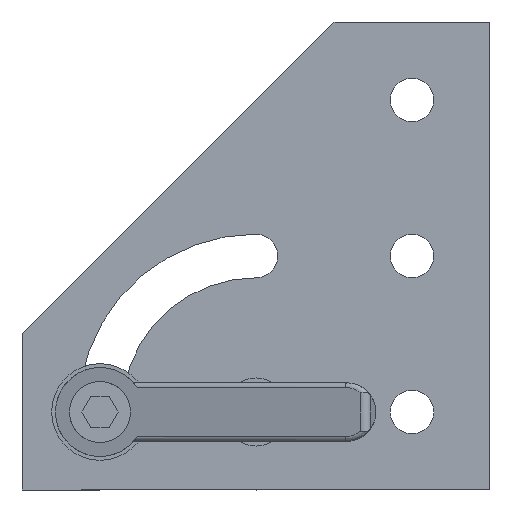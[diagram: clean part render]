
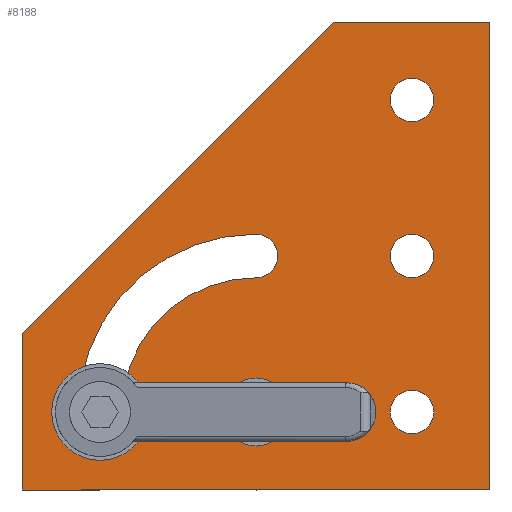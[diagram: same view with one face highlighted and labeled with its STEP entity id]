
A CAD part, left-side view. The second image highlights one B-rep face of the part: STEP entity #8188.
In plain terms, the highlighted planar face has unit normal (-1, 0, 0).
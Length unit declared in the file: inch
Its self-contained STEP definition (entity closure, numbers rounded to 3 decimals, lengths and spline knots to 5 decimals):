
#7565=CARTESIAN_POINT('',(-1.688,-0.86,0.5));
#7566=VERTEX_POINT('',#7565);
#7575=CARTESIAN_POINT('',(-1.688,-1.14,0.5));
#7576=VERTEX_POINT('',#7575);
#7577=CARTESIAN_POINT('',(-1.688,-1.,0.5));
#7578=DIRECTION('',(1.0,0.0,0.0));
#7579=DIRECTION('',(0.0,1.0,0.0));
#7580=AXIS2_PLACEMENT_3D('',#7577,#7578,#7579);
#7581=CIRCLE('',#7580,0.14);
#7582=EDGE_CURVE('',#7576,#7566,#7581,.T.);
#7607=CARTESIAN_POINT('',(-1.688,-0.86,1.5));
#7608=VERTEX_POINT('',#7607);
#7617=CARTESIAN_POINT('',(-1.688,-1.14,1.5));
#7618=VERTEX_POINT('',#7617);
#7619=CARTESIAN_POINT('',(-1.688,-1.,1.5));
#7620=DIRECTION('',(1.0,0.0,0.0));
#7621=DIRECTION('',(0.0,1.0,0.0));
#7622=AXIS2_PLACEMENT_3D('',#7619,#7620,#7621);
#7623=CIRCLE('',#7622,0.14);
#7624=EDGE_CURVE('',#7618,#7608,#7623,.T.);
#7649=CARTESIAN_POINT('',(-1.688,-0.86,2.5));
#7650=VERTEX_POINT('',#7649);
#7659=CARTESIAN_POINT('',(-1.688,-1.14,2.5));
#7660=VERTEX_POINT('',#7659);
#7661=CARTESIAN_POINT('',(-1.688,-1.,2.5));
#7662=DIRECTION('',(1.0,0.0,0.0));
#7663=DIRECTION('',(0.0,1.0,0.0));
#7664=AXIS2_PLACEMENT_3D('',#7661,#7662,#7663);
#7665=CIRCLE('',#7664,0.14);
#7666=EDGE_CURVE('',#7660,#7650,#7665,.T.);
#7691=CARTESIAN_POINT('',(-1.688,0.218,0.5));
#7692=VERTEX_POINT('',#7691);
#7701=CARTESIAN_POINT('',(-1.688,-0.218,0.5));
#7702=VERTEX_POINT('',#7701);
#7703=CARTESIAN_POINT('',(-1.688,0.,0.5));
#7704=DIRECTION('',(1.0,0.0,0.0));
#7705=DIRECTION('',(0.0,1.0,0.0));
#7706=AXIS2_PLACEMENT_3D('',#7703,#7704,#7705);
#7707=CIRCLE('',#7706,0.218);
#7708=EDGE_CURVE('',#7702,#7692,#7707,.T.);
#7742=CARTESIAN_POINT('',(-1.688,0.,0.5));
#7743=DIRECTION('',(1.0,0.0,0.0));
#7744=DIRECTION('',(0.0,1.0,0.0));
#7745=AXIS2_PLACEMENT_3D('',#7742,#7743,#7744);
#7746=CIRCLE('',#7745,0.218);
#7747=EDGE_CURVE('',#7692,#7702,#7746,.T.);
#7768=CARTESIAN_POINT('',(-1.688,0.86,0.5));
#7769=VERTEX_POINT('',#7768);
#7776=CARTESIAN_POINT('',(-1.688,0.,1.36));
#7777=VERTEX_POINT('',#7776);
#7778=CARTESIAN_POINT('',(-1.688,0.,0.5));
#7779=DIRECTION('',(-1.0,0.,0.));
#7780=DIRECTION('',(0.,0.707,0.707));
#7781=AXIS2_PLACEMENT_3D('',#7778,#7779,#7780);
#7782=CIRCLE('',#7781,0.86);
#7783=EDGE_CURVE('',#7777,#7769,#7782,.T.);
#7809=CARTESIAN_POINT('',(-1.688,0.,1.64));
#7810=VERTEX_POINT('',#7809);
#7811=CARTESIAN_POINT('',(-1.688,0.,1.5));
#7812=DIRECTION('',(1.0,0.0,0.0));
#7813=DIRECTION('',(0.0,-1.0,0.0));
#7814=AXIS2_PLACEMENT_3D('',#7811,#7812,#7813);
#7815=CIRCLE('',#7814,0.14);
#7816=EDGE_CURVE('',#7810,#7777,#7815,.T.);
#7842=CARTESIAN_POINT('',(-1.688,1.14,0.5));
#7843=VERTEX_POINT('',#7842);
#7844=CARTESIAN_POINT('',(-1.688,0.,0.5));
#7845=DIRECTION('',(1.0,0.,0.));
#7846=DIRECTION('',(0.,0.707,0.707));
#7847=AXIS2_PLACEMENT_3D('',#7844,#7845,#7846);
#7848=CIRCLE('',#7847,1.14);
#7849=EDGE_CURVE('',#7843,#7810,#7848,.T.);
#7873=CARTESIAN_POINT('',(-1.688,1.,0.5));
#7874=DIRECTION('',(1.0,0.0,0.0));
#7875=DIRECTION('',(0.0,0.0,-1.0));
#7876=AXIS2_PLACEMENT_3D('',#7873,#7874,#7875);
#7877=CIRCLE('',#7876,0.14);
#7878=EDGE_CURVE('',#7769,#7843,#7877,.T.);
#7898=CARTESIAN_POINT('',(-1.688,-1.,2.5));
#7899=DIRECTION('',(1.0,0.0,0.0));
#7900=DIRECTION('',(0.0,1.0,0.0));
#7901=AXIS2_PLACEMENT_3D('',#7898,#7899,#7900);
#7902=CIRCLE('',#7901,0.14);
#7903=EDGE_CURVE('',#7650,#7660,#7902,.T.);
#7922=CARTESIAN_POINT('',(-1.688,-1.,1.5));
#7923=DIRECTION('',(1.0,0.0,0.0));
#7924=DIRECTION('',(0.0,1.0,0.0));
#7925=AXIS2_PLACEMENT_3D('',#7922,#7923,#7924);
#7926=CIRCLE('',#7925,0.14);
#7927=EDGE_CURVE('',#7608,#7618,#7926,.T.);
#7946=CARTESIAN_POINT('',(-1.688,-1.,0.5));
#7947=DIRECTION('',(1.0,0.0,0.0));
#7948=DIRECTION('',(0.0,1.0,0.0));
#7949=AXIS2_PLACEMENT_3D('',#7946,#7947,#7948);
#7950=CIRCLE('',#7949,0.14);
#7951=EDGE_CURVE('',#7566,#7576,#7950,.T.);
#7961=CARTESIAN_POINT('',(-1.688,1.5,1.));
#7962=VERTEX_POINT('',#7961);
#7963=CARTESIAN_POINT('',(-1.688,-0.5,3.));
#7964=VERTEX_POINT('',#7963);
#7965=CARTESIAN_POINT('',(-1.688,1.5,1.));
#7966=DIRECTION('',(0.,-0.707,0.707));
#7967=VECTOR('',#7966,2.82843);
#7968=LINE('',#7965,#7967);
#7969=EDGE_CURVE('',#7962,#7964,#7968,.T.);
#8010=CARTESIAN_POINT('',(-1.688,1.5,0.));
#8011=VERTEX_POINT('',#8010);
#8018=CARTESIAN_POINT('',(-1.688,1.5,1.));
#8019=DIRECTION('',(0.0,0.0,-1.0));
#8020=VECTOR('',#8019,1.0);
#8021=LINE('',#8018,#8020);
#8022=EDGE_CURVE('',#7962,#8011,#8021,.T.);
#8135=CARTESIAN_POINT('',(-1.688,1.5,3.));
#8136=DIRECTION('',(-1.0,0.0,0.0));
#8137=DIRECTION('',(0.0,0.0,1.0));
#8138=AXIS2_PLACEMENT_3D('',#8135,#8136,#8137);
#8139=PLANE('',#8138);
#8140=ORIENTED_EDGE('',*,*,#7969,.F.);
#8141=ORIENTED_EDGE('',*,*,#8022,.T.);
#8142=CARTESIAN_POINT('',(-1.688,-1.5,0.));
#8143=VERTEX_POINT('',#8142);
#8144=CARTESIAN_POINT('',(-1.688,1.5,0.));
#8145=DIRECTION('',(0.0,-1.0,0.0));
#8146=VECTOR('',#8145,3.);
#8147=LINE('',#8144,#8146);
#8148=EDGE_CURVE('',#8011,#8143,#8147,.T.);
#8149=ORIENTED_EDGE('',*,*,#8148,.T.);
#8150=CARTESIAN_POINT('',(-1.688,-1.5,3.));
#8151=VERTEX_POINT('',#8150);
#8152=CARTESIAN_POINT('',(-1.688,-1.5,3.));
#8153=DIRECTION('',(0.0,0.0,-1.0));
#8154=VECTOR('',#8153,3.0);
#8155=LINE('',#8152,#8154);
#8156=EDGE_CURVE('',#8151,#8143,#8155,.T.);
#8157=ORIENTED_EDGE('',*,*,#8156,.F.);
#8158=CARTESIAN_POINT('',(-1.688,-1.5,3.));
#8159=DIRECTION('',(0.0,1.0,0.0));
#8160=VECTOR('',#8159,1.);
#8161=LINE('',#8158,#8160);
#8162=EDGE_CURVE('',#8151,#7964,#8161,.T.);
#8163=ORIENTED_EDGE('',*,*,#8162,.T.);
#8164=EDGE_LOOP('',(#8140,#8141,#8149,#8157,#8163));
#8165=FACE_OUTER_BOUND('',#8164,.T.);
#8166=ORIENTED_EDGE('',*,*,#7747,.T.);
#8167=ORIENTED_EDGE('',*,*,#7708,.T.);
#8168=EDGE_LOOP('',(#8166,#8167));
#8169=FACE_BOUND('',#8168,.T.);
#8170=ORIENTED_EDGE('',*,*,#7783,.T.);
#8171=ORIENTED_EDGE('',*,*,#7878,.T.);
#8172=ORIENTED_EDGE('',*,*,#7849,.T.);
#8173=ORIENTED_EDGE('',*,*,#7816,.T.);
#8174=EDGE_LOOP('',(#8170,#8171,#8172,#8173));
#8175=FACE_BOUND('',#8174,.T.);
#8176=ORIENTED_EDGE('',*,*,#7903,.T.);
#8177=ORIENTED_EDGE('',*,*,#7666,.T.);
#8178=EDGE_LOOP('',(#8176,#8177));
#8179=FACE_BOUND('',#8178,.T.);
#8180=ORIENTED_EDGE('',*,*,#7927,.T.);
#8181=ORIENTED_EDGE('',*,*,#7624,.T.);
#8182=EDGE_LOOP('',(#8180,#8181));
#8183=FACE_BOUND('',#8182,.T.);
#8184=ORIENTED_EDGE('',*,*,#7951,.T.);
#8185=ORIENTED_EDGE('',*,*,#7582,.T.);
#8186=EDGE_LOOP('',(#8184,#8185));
#8187=FACE_BOUND('',#8186,.T.);
#8188=ADVANCED_FACE('',(#8165,#8169,#8175,#8179,#8183,#8187),#8139,.T.);
